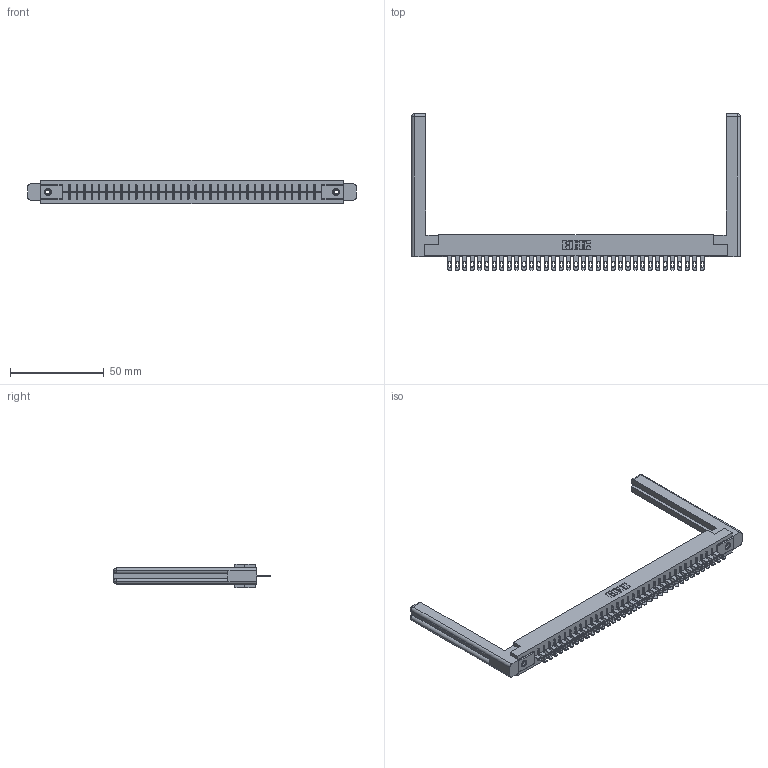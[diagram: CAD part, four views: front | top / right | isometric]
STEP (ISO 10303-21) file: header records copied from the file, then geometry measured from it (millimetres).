
FILE_DESCRIPTION (( 'STEP AP203' ), '1' );
FILE_NAME ('316-035-400-158.STEP', '2020-09-23T04:34:09', ( '' ), ( '' ), 'SwSTEP 2.0', 'SolidWorks 2020', '' );
FILE_SCHEMA (( 'CONFIG_CONTROL_DESIGN' ));
Length unit declared in the file: inch
Products named in the file (5): 307-220-058; 306-290-001_100; 316-035-400-158; 306 Part_.156 Dia; 345-250-001_345-250-001-102
Assembly tree (40 placements, depth 2):
  316-035-400-158
    306 Part_.156 Dia
    306-290-001_100  x35
    345-250-001_345-250-001-102  x2
    307-220-058  x2
Bounding box: 175.31 x 83.52 x 12.7 mm (x, y, z)
Volume: 26514.1 mm3; surface area: 25608.6 mm2
Topology: 40 solids, 40 shells, 2918 faces, 8195 edges, 5262 vertices
Faces by surface type: plane 1902, cylinder 852, sphere 140, cone 12, torus 12
Entity records: 36343 total; most frequent: CARTESIAN_POINT 6111, ORIENTED_EDGE 6000, DIRECTION 5982, EDGE_CURVE 3000, LINE 2336, VECTOR 2336, VERTEX_POINT 1898, AXIS2_PLACEMENT_3D 1823
